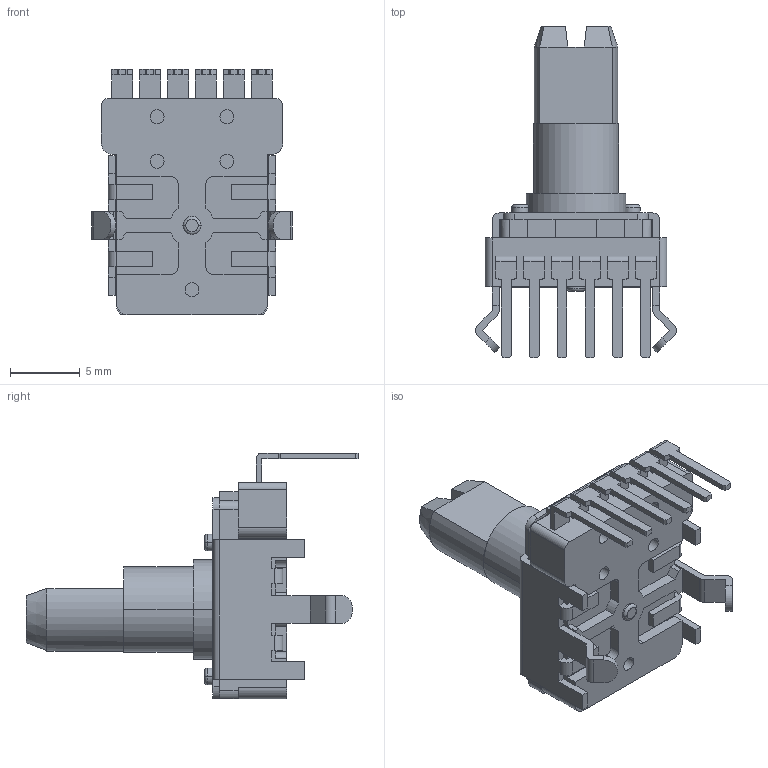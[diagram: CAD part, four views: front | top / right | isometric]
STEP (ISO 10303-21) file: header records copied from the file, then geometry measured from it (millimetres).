
FILE_DESCRIPTION((''),'2;1');
FILE_NAME('PTV112-4420A-A103','2020-09-02T',('lijun'),(''),'PRO/ENGINEER BY PARAMETRIC TECHNOLOGY CORPORATION, 2008380','PRO/ENGINEER BY PARAMETRIC TECHNOLOGY CORPORATION, 2008380','');
FILE_SCHEMA(('CONFIG_CONTROL_DESIGN'));
Length unit declared in the file: millimetre
Products named in the file (1): PTV112-4420A-A103
Bounding box: 14.4 x 23.8 x 17.6 mm (x, y, z)
Volume: 1282.2 mm3; surface area: 1397.9 mm2
Topology: 1 solids, 1 shells, 289 faces, 816 edges, 540 vertices
Faces by surface type: plane 216, cylinder 65, torus 6, cone 2
Entity records: 9373 total; most frequent: CARTESIAN_POINT 1676, ORIENTED_EDGE 1632, DIRECTION 1554, EDGE_CURVE 816, VECTOR 644, LINE 644, VERTEX_POINT 540, AXIS2_PLACEMENT_3D 455
